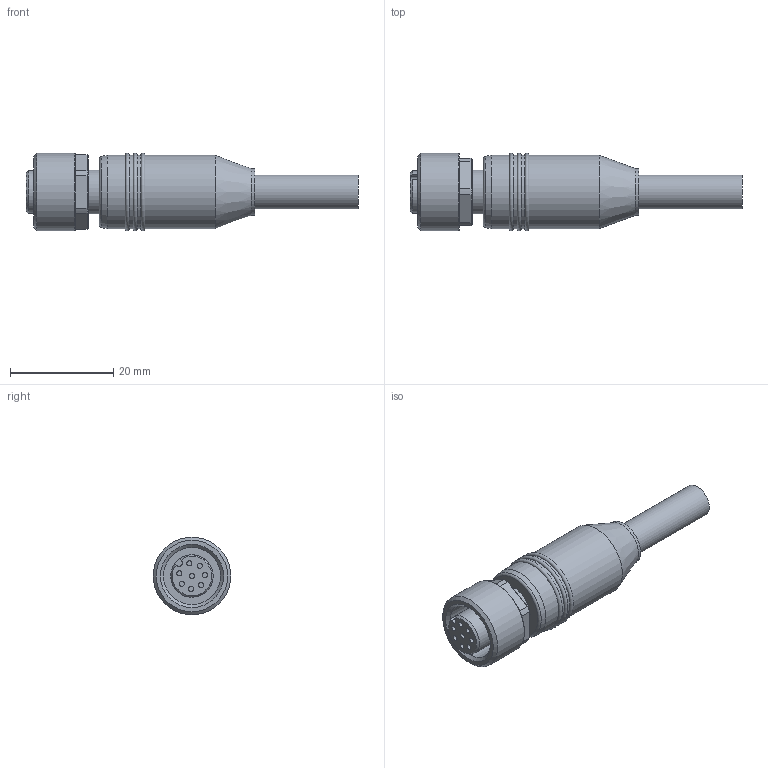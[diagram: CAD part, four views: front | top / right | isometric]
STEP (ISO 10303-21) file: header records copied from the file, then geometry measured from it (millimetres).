
FILE_DESCRIPTION((''),'2;1');
FILE_NAME('M12-Buchse gerade A-Kod 8-pol geschirmt.stp','2011-07-21T15:15:10',('Reichert'),(''),'Autodesk Inventor 2011','Autodesk Inventor 2011','');
FILE_SCHEMA(('AUTOMOTIVE_DESIGN { 1 0 10303 214 1 1 1 1 }'));
Length unit declared in the file: millimetre
Products named in the file (1): M12 Bu ger gesch
Bounding box: 64.2 x 15 x 15 mm (x, y, z)
Volume: 6617.6 mm3; surface area: 3393.2 mm2
Topology: 1 solids, 1 shells, 72 faces, 145 edges, 89 vertices
Faces by surface type: plane 31, cylinder 25, cone 11, torus 5
Full cylindrical faces by diameter (mm): 1 x8, 6.5 x1, 8.2 x1, 8.5 x1, 9 x1, 11 x1, 14.2 x4, 15 x1
Entity records: 1737 total; most frequent: DIRECTION 310, CARTESIAN_POINT 302, ORIENTED_EDGE 230, AXIS2_PLACEMENT_3D 136, EDGE_CURVE 115, EDGE_LOOP 113, VERTEX_POINT 86, FACE_OUTER_BOUND 72
